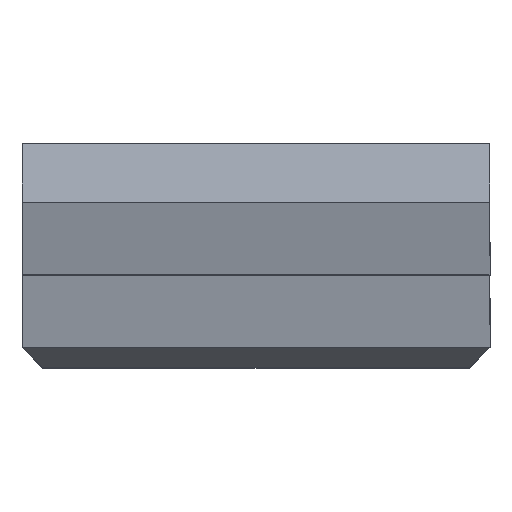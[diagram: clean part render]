
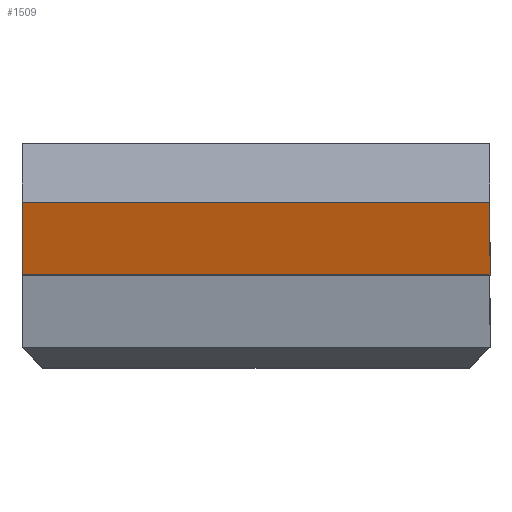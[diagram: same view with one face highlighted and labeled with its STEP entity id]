
A CAD part, top view. The second image highlights one B-rep face of the part: STEP entity #1509.
In plain terms, the highlighted planar face has unit normal (0, -0.266, 0.964).
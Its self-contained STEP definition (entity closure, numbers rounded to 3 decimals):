
#1200=CARTESIAN_POINT('',(5.08,1.71,20.7));
#1201=VERTEX_POINT('',#1200);
#1208=CARTESIAN_POINT('',(5.08,0.13,20.265));
#1209=VERTEX_POINT('',#1208);
#1210=CARTESIAN_POINT('',(5.08,1.71,20.7));
#1211=DIRECTION('',(0.0,-0.964,-0.266));
#1212=VECTOR('',#1211,1.639);
#1213=LINE('',#1210,#1212);
#1214=EDGE_CURVE('',#1201,#1209,#1213,.T.);
#1238=CARTESIAN_POINT('',(-5.08,1.71,20.7));
#1239=VERTEX_POINT('',#1238);
#1240=CARTESIAN_POINT('',(5.08,1.71,20.7));
#1241=DIRECTION('',(-1.0,0.0,0.0));
#1242=VECTOR('',#1241,10.16);
#1243=LINE('',#1240,#1242);
#1244=EDGE_CURVE('',#1201,#1239,#1243,.T.);
#1319=CARTESIAN_POINT('',(-5.08,0.13,20.265));
#1320=VERTEX_POINT('',#1319);
#1327=CARTESIAN_POINT('',(-5.08,0.13,20.265));
#1328=DIRECTION('',(0.0,0.964,0.266));
#1329=VECTOR('',#1328,1.639);
#1330=LINE('',#1327,#1329);
#1331=EDGE_CURVE('',#1320,#1239,#1330,.T.);
#1493=CARTESIAN_POINT('',(-5.588,0.376,20.333));
#1494=DIRECTION('',(0.,0.266,-0.964));
#1495=DIRECTION('',(0.,0.964,0.266));
#1496=AXIS2_PLACEMENT_3D('',#1493,#1494,#1495);
#1497=PLANE('',#1496);
#1498=CARTESIAN_POINT('',(-5.08,0.13,20.265));
#1499=DIRECTION('',(1.0,0.0,0.0));
#1500=VECTOR('',#1499,10.16);
#1501=LINE('',#1498,#1500);
#1502=EDGE_CURVE('',#1209,#1320,#1501,.F.);
#1503=ORIENTED_EDGE('',*,*,#1502,.F.);
#1504=ORIENTED_EDGE('',*,*,#1214,.F.);
#1505=ORIENTED_EDGE('',*,*,#1244,.T.);
#1506=ORIENTED_EDGE('',*,*,#1331,.F.);
#1507=EDGE_LOOP('',(#1503,#1504,#1505,#1506));
#1508=FACE_OUTER_BOUND('',#1507,.T.);
#1509=ADVANCED_FACE('',(#1508),#1497,.F.);
